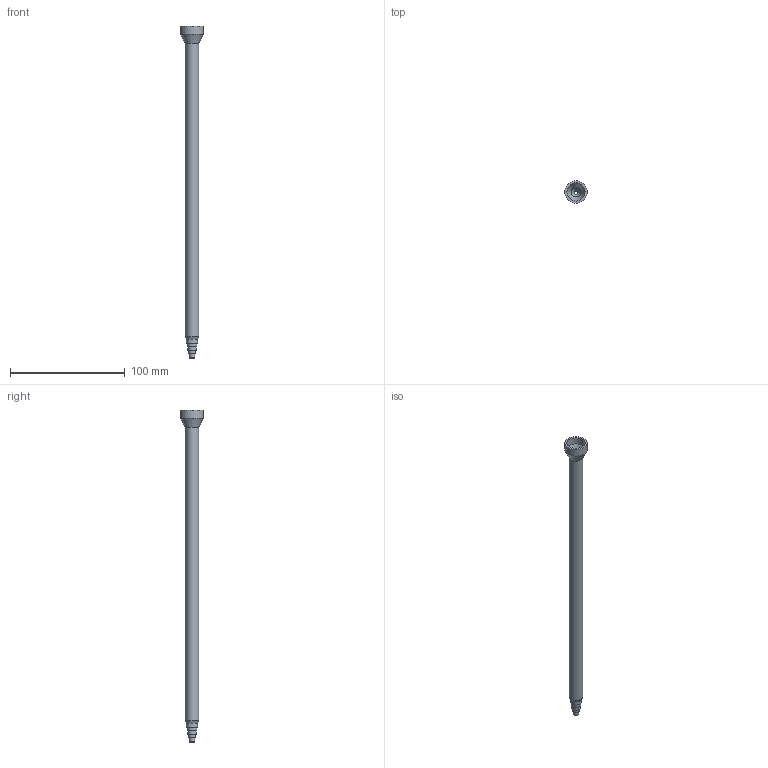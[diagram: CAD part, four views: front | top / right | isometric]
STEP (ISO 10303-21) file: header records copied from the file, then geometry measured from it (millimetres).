
FILE_DESCRIPTION(/* description */ ('Unknown','CAx-IF Rec.Pracs.---Representation and Presentation of Product Manufacturing Information (PMI)---4.0---2014-10-13','CAx-IF Rec.Pracs.---3D Tessellated Geometry---0.4---2014-09-14','2;1'),/* implementation_level */ '2;1');
FILE_NAME(/* name */ '8-32-S-POM_Mischrohr',/* time_stamp */ '2023-03-07T08:26:02+01:00',/* author */ ('Unknown'),/* organization */ ('Unknown'),/* preprocessor_version */ 'ST-DEVELOPER v16.7',/* originating_system */ 'Solid Edge',/* authorisation */ 'Unknown');
FILE_SCHEMA (('AP242_MANAGED_MODEL_BASED_3D_ENGINEERING_MIM_LF { 1 0 10303 442 1 1 4 }'));
Length unit declared in the file: millimetre
Products named in the file (1): 8-32-S-POM_Mischrohr
Bounding box: 19.6 x 19.6 x 289 mm (x, y, z)
Volume: 17318.4 mm3; surface area: 18650.3 mm2
Topology: 1 solids, 1 shells, 21 faces, 37 edges, 22 vertices
Faces by surface type: cylinder 10, plane 6, cone 5
Full cylindrical faces by diameter (mm): 3.12 x1, 5 x1, 6 x1, 7.3 x1, 8.3 x1, 8.5 x1, 9.6 x1, 12 x1, 15.9 x1, 19.6 x1
Entity records: 452 total; most frequent: DIRECTION 86, CARTESIAN_POINT 64, AXIS2_PLACEMENT_3D 43, ORIENTED_EDGE 42, EDGE_LOOP 42, FACE_BOUND 42, EDGE_CURVE 21, VERTEX_POINT 21
